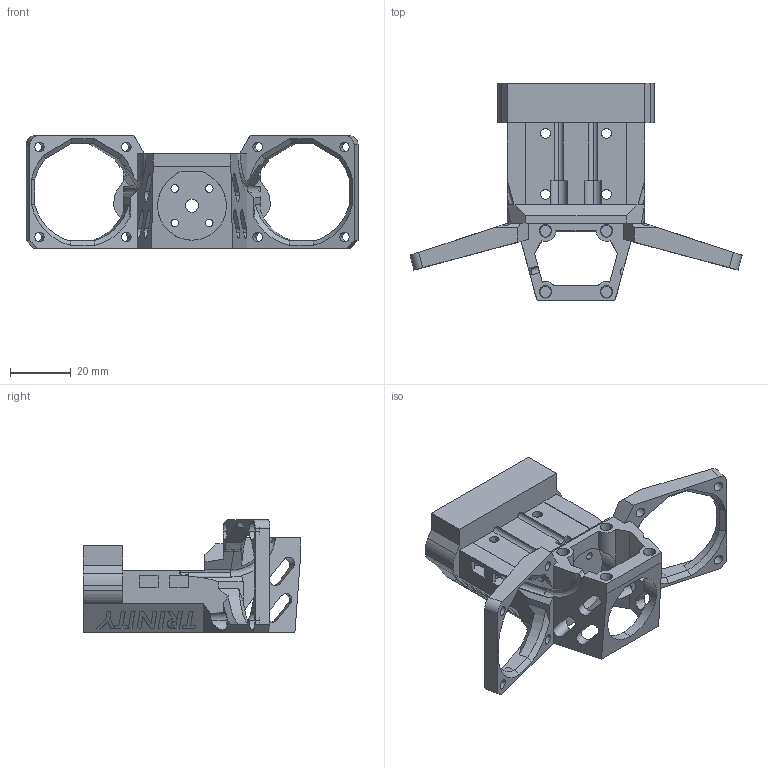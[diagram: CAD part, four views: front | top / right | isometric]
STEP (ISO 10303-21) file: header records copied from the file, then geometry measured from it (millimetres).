
FILE_DESCRIPTION (( 'STEP AP203' ), '1' );
FILE_NAME ('Trinity body mgn12h 6mm.STEP', '2025-04-18T10:25:22', ( '' ), ( '' ), 'SwSTEP 2.0', 'SolidWorks 2023', '' );
FILE_SCHEMA (( 'CONFIG_CONTROL_DESIGN' ));
Length unit declared in the file: millimetre
Products named in the file (1): Trinity body mgn12h 6mm
Bounding box: 108.91 x 71.5 x 37 mm (x, y, z)
Volume: 53334.8 mm3; surface area: 22678.6 mm2
Topology: 1 solids, 1 shells, 614 faces, 1794 edges, 1194 vertices
Faces by surface type: plane 331, cylinder 244, bspline 23, cone 16
Entity records: 22530 total; most frequent: CARTESIAN_POINT 6108, ORIENTED_EDGE 3588, DIRECTION 3253, EDGE_CURVE 1794, VERTEX_POINT 1194, VECTOR 1115, LINE 1115, AXIS2_PLACEMENT_3D 1069
